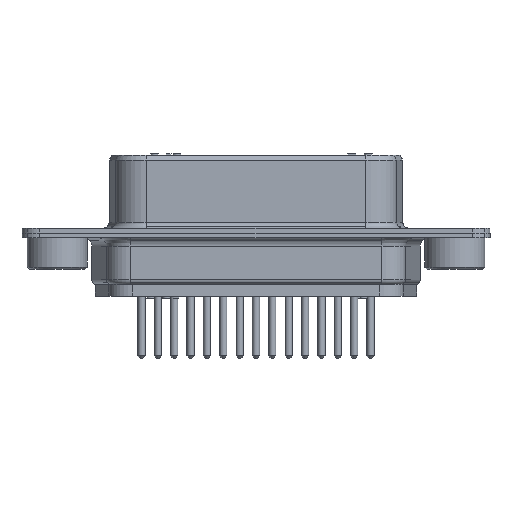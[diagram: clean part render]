
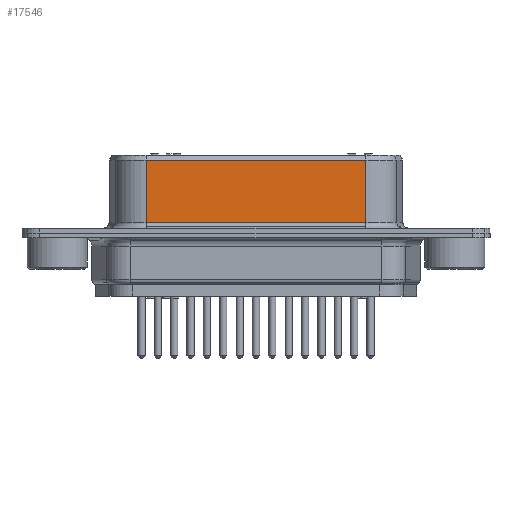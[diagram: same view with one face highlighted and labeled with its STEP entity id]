
A CAD part, front view. The second image highlights one B-rep face of the part: STEP entity #17546.
In plain terms, the highlighted planar face has unit normal (0, -1, 0).
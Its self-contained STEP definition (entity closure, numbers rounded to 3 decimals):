
#17192=CARTESIAN_POINT('',(-9.206,-4.,-6.1));
#17193=VERTEX_POINT('',#17192);
#17210=CARTESIAN_POINT('',(9.206,-4.,-6.1));
#17211=VERTEX_POINT('',#17210);
#17218=CARTESIAN_POINT('',(9.206,-4.,-6.1));
#17219=DIRECTION('',(-1.0,0.0,0.0));
#17220=VECTOR('',#17219,18.413);
#17221=LINE('',#17218,#17220);
#17222=EDGE_CURVE('',#17211,#17193,#17221,.T.);
#17504=CARTESIAN_POINT('',(-9.206,-4.,-0.9));
#17505=VERTEX_POINT('',#17504);
#17506=CARTESIAN_POINT('',(-9.206,-4.,-0.9));
#17507=DIRECTION('',(0.0,0.0,-1.0));
#17508=VECTOR('',#17507,5.2);
#17509=LINE('',#17506,#17508);
#17510=EDGE_CURVE('',#17505,#17193,#17509,.T.);
#17523=CARTESIAN_POINT('',(0.0,-4.0,0.0));
#17524=DIRECTION('',(0.0,-1.0,0.0));
#17525=DIRECTION('',(0.0,0.0,-1.0));
#17526=AXIS2_PLACEMENT_3D('',#17523,#17524,#17525);
#17527=PLANE('',#17526);
#17528=ORIENTED_EDGE('',*,*,#17222,.F.);
#17529=CARTESIAN_POINT('',(9.206,-4.,-0.9));
#17530=VERTEX_POINT('',#17529);
#17531=CARTESIAN_POINT('',(9.206,-4.,-0.9));
#17532=DIRECTION('',(0.0,0.0,-1.0));
#17533=VECTOR('',#17532,5.2);
#17534=LINE('',#17531,#17533);
#17535=EDGE_CURVE('',#17530,#17211,#17534,.T.);
#17536=ORIENTED_EDGE('',*,*,#17535,.F.);
#17537=CARTESIAN_POINT('',(-9.206,-4.,-0.9));
#17538=DIRECTION('',(1.0,0.0,0.0));
#17539=VECTOR('',#17538,18.413);
#17540=LINE('',#17537,#17539);
#17541=EDGE_CURVE('',#17505,#17530,#17540,.T.);
#17542=ORIENTED_EDGE('',*,*,#17541,.F.);
#17543=ORIENTED_EDGE('',*,*,#17510,.T.);
#17544=EDGE_LOOP('',(#17528,#17536,#17542,#17543));
#17545=FACE_OUTER_BOUND('',#17544,.T.);
#17546=ADVANCED_FACE('',(#17545),#17527,.T.);
